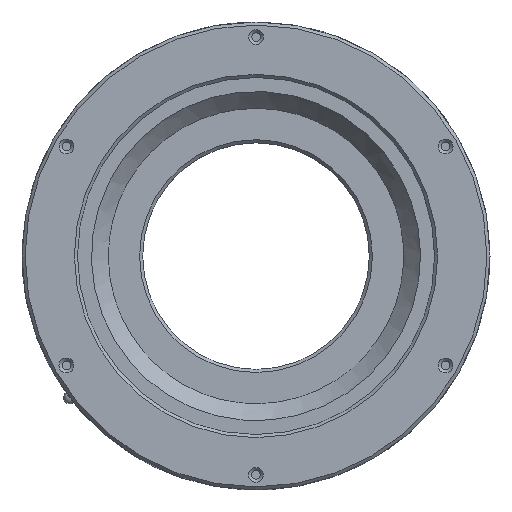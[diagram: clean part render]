
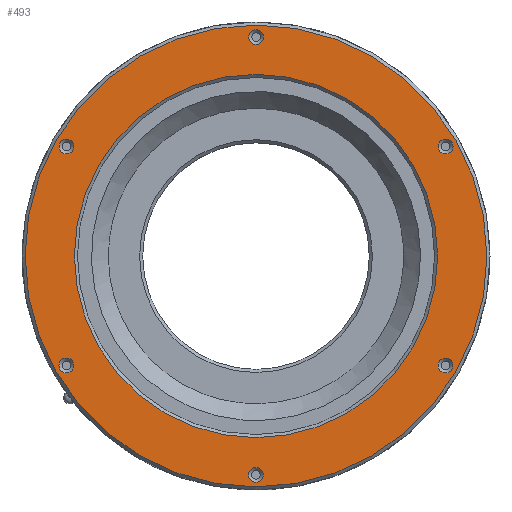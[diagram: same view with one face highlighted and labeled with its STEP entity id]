
A CAD part, top view. The second image highlights one B-rep face of the part: STEP entity #493.
In plain terms, the highlighted planar face has unit normal (0, 0, 1).
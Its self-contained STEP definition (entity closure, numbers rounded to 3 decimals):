
#47=PLANE('',#576);
#64=CIRCLE('',#551,1.2);
#67=CIRCLE('',#557,1.2);
#70=CIRCLE('',#563,1.2);
#73=CIRCLE('',#569,1.2);
#76=CIRCLE('',#575,1.2);
#77=CIRCLE('',#577,1.2);
#78=CIRCLE('',#578,29.5);
#79=CIRCLE('',#579,37.5);
#142=ORIENTED_EDGE('',*,*,#208,.T.);
#143=ORIENTED_EDGE('',*,*,#211,.T.);
#144=ORIENTED_EDGE('',*,*,#214,.T.);
#145=ORIENTED_EDGE('',*,*,#217,.T.);
#146=ORIENTED_EDGE('',*,*,#220,.T.);
#147=ORIENTED_EDGE('',*,*,#221,.T.);
#148=ORIENTED_EDGE('',*,*,#222,.T.);
#149=ORIENTED_EDGE('',*,*,#223,.T.);
#208=EDGE_CURVE('',#253,#253,#64,.F.);
#211=EDGE_CURVE('',#256,#256,#67,.F.);
#214=EDGE_CURVE('',#259,#259,#70,.F.);
#217=EDGE_CURVE('',#262,#262,#73,.F.);
#220=EDGE_CURVE('',#265,#265,#76,.F.);
#221=EDGE_CURVE('',#266,#266,#77,.F.);
#222=EDGE_CURVE('',#267,#267,#78,.F.);
#223=EDGE_CURVE('',#268,#268,#79,.T.);
#253=VERTEX_POINT('',#1065);
#256=VERTEX_POINT('',#1074);
#259=VERTEX_POINT('',#1083);
#262=VERTEX_POINT('',#1092);
#265=VERTEX_POINT('',#1101);
#266=VERTEX_POINT('',#1104);
#267=VERTEX_POINT('',#1106);
#268=VERTEX_POINT('',#1108);
#328=EDGE_LOOP('',(#142));
#329=EDGE_LOOP('',(#143));
#330=EDGE_LOOP('',(#144));
#331=EDGE_LOOP('',(#145));
#332=EDGE_LOOP('',(#146));
#333=EDGE_LOOP('',(#147));
#334=EDGE_LOOP('',(#148));
#335=EDGE_LOOP('',(#149));
#418=FACE_BOUND('',#328,.T.);
#419=FACE_BOUND('',#329,.T.);
#420=FACE_BOUND('',#330,.T.);
#421=FACE_BOUND('',#331,.T.);
#422=FACE_BOUND('',#332,.T.);
#423=FACE_BOUND('',#333,.T.);
#424=FACE_BOUND('',#334,.T.);
#425=FACE_BOUND('',#335,.T.);
#493=ADVANCED_FACE('',(#418,#419,#420,#421,#422,#423,#424,#425),#47,.T.);
#551=AXIS2_PLACEMENT_3D('',#1064,#652,#653);
#557=AXIS2_PLACEMENT_3D('',#1073,#664,#665);
#563=AXIS2_PLACEMENT_3D('',#1082,#676,#677);
#569=AXIS2_PLACEMENT_3D('',#1091,#688,#689);
#575=AXIS2_PLACEMENT_3D('',#1100,#700,#701);
#576=AXIS2_PLACEMENT_3D('',#1102,#702,#703);
#577=AXIS2_PLACEMENT_3D('',#1103,#704,#705);
#578=AXIS2_PLACEMENT_3D('',#1105,#706,#707);
#579=AXIS2_PLACEMENT_3D('',#1107,#708,#709);
#652=DIRECTION('',(0.,0.,1.));
#653=DIRECTION('',(0.5,0.866,0.));
#664=DIRECTION('',(0.,0.,1.));
#665=DIRECTION('',(-0.5,0.866,0.));
#676=DIRECTION('',(0.,0.,1.));
#677=DIRECTION('',(-1.,0.,0.));
#688=DIRECTION('',(0.,0.,1.));
#689=DIRECTION('',(-0.5,-0.866,0.));
#700=DIRECTION('',(0.,0.,1.));
#701=DIRECTION('',(0.5,-0.866,0.));
#702=DIRECTION('',(0.,0.,1.));
#703=DIRECTION('',(0.,1.,0.));
#704=DIRECTION('',(0.,0.,1.));
#705=DIRECTION('',(1.,0.,0.));
#706=DIRECTION('',(0.,0.,1.));
#707=DIRECTION('',(1.,0.,0.));
#708=DIRECTION('',(0.,0.,1.));
#709=DIRECTION('',(1.,0.,0.));
#1064=CARTESIAN_POINT('',(0.,35.55,0.5));
#1065=CARTESIAN_POINT('',(0.6,36.589,0.5));
#1073=CARTESIAN_POINT('',(-30.787,17.775,0.5));
#1074=CARTESIAN_POINT('',(-31.387,18.814,0.5));
#1082=CARTESIAN_POINT('',(-30.787,-17.775,0.5));
#1083=CARTESIAN_POINT('',(-31.987,-17.775,0.5));
#1091=CARTESIAN_POINT('',(0.,-35.55,0.5));
#1092=CARTESIAN_POINT('',(-0.6,-36.589,0.5));
#1100=CARTESIAN_POINT('',(30.787,-17.775,0.5));
#1101=CARTESIAN_POINT('',(31.387,-18.814,0.5));
#1102=CARTESIAN_POINT('',(-100.,-6.124,0.5));
#1103=CARTESIAN_POINT('',(30.787,17.775,0.5));
#1104=CARTESIAN_POINT('',(31.987,17.775,0.5));
#1105=CARTESIAN_POINT('',(0.,0.,0.5));
#1106=CARTESIAN_POINT('',(29.5,0.,0.5));
#1107=CARTESIAN_POINT('',(0.,0.,0.5));
#1108=CARTESIAN_POINT('',(37.5,0.,0.5));
